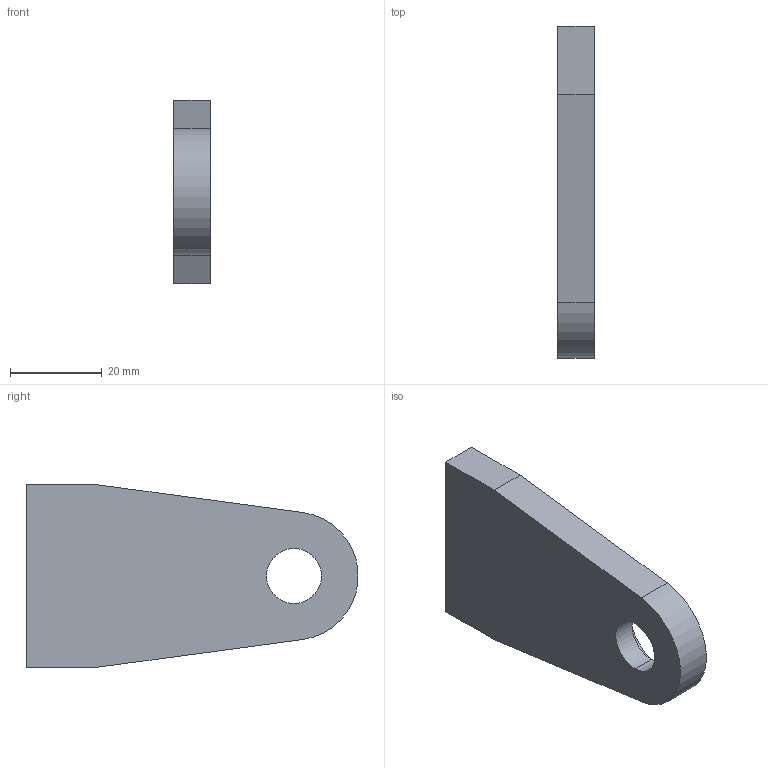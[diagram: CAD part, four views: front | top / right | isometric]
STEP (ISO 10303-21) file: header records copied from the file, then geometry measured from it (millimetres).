
FILE_DESCRIPTION (( 'STEP AP203' ), '1' );
FILE_NAME ('REM_USI_108.STEP', '2021-05-21T14:01:55', ( '' ), ( '' ), 'SwSTEP 2.0', 'SolidWorks 2016', '' );
FILE_SCHEMA (( 'CONFIG_CONTROL_DESIGN' ));
Length unit declared in the file: millimetre
Products named in the file (1): REM_USI_108
Bounding box: 8 x 72.45 x 40 mm (x, y, z)
Volume: 17462.2 mm3; surface area: 6854.7 mm2
Topology: 1 solids, 1 shells, 21 faces, 50 edges, 30 vertices
Faces by surface type: cylinder 9, plane 8, cone 4
Entity records: 663 total; most frequent: DIRECTION 108, CARTESIAN_POINT 98, ORIENTED_EDGE 92, EDGE_CURVE 46, AXIS2_PLACEMENT_3D 40, VERTEX_POINT 30, LINE 28, VECTOR 28
